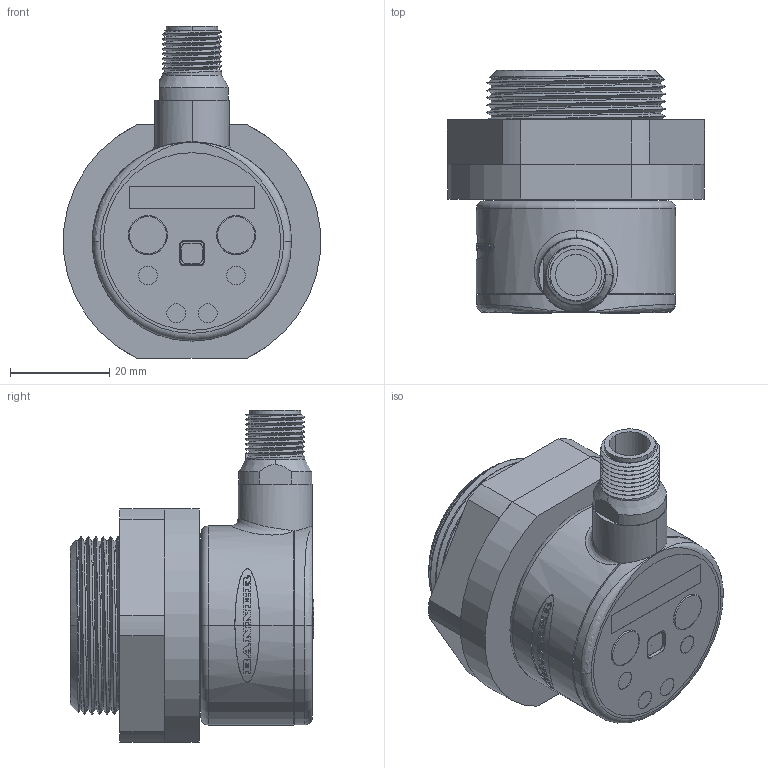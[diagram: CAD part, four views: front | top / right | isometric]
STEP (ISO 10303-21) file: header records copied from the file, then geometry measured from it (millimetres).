
FILE_DESCRIPTION((''),'2;1');
FILE_NAME('188684_ASM','2016-01-14T',('pdmadmin'),(''),'PRO/ENGINEER BY PARAMETRIC TECHNOLOGY CORPORATION, 2013230','PRO/ENGINEER BY PARAMETRIC TECHNOLOGY CORPORATION, 2013230','');
FILE_SCHEMA(('CONFIG_CONTROL_DESIGN'));
Length unit declared in the file: inch
Products named in the file (15): 63232_AF0; 53062; 53062_MATCHING_LAYER; 53062_ASM; 70682_AF0_ASM; 33185_AF0; 41089_AF0; 56044_AF0_ASM; 53886_AF0; 53888; 55963_AF0_ASM; 69966; 119872; 119874; 188684_ASM
Assembly tree (14 placements, depth 4):
  188684_ASM
    70682_AF0_ASM
      63232_AF0
      53062_ASM
        53062
        53062_MATCHING_LAYER
    56044_AF0_ASM
      33185_AF0
      41089_AF0
    55963_AF0_ASM
      53886_AF0
      53888
    69966
    119872
    119874
Bounding box: 51.98 x 49.12 x 66.97 mm (x, y, z)
Volume: 36297.6 mm3; surface area: 45259.9 mm2
Topology: 10 solids, 11 shells, 771 faces, 1993 edges, 1302 vertices
Faces by surface type: cylinder 419, plane 246, bspline 58, torus 25, cone 20, extrusion 2, sphere 1
Entity records: 42908 total; most frequent: CARTESIAN_POINT 24593, ORIENTED_EDGE 3974, DIRECTION 3394, EDGE_CURVE 1989, VERTEX_POINT 1302, AXIS2_PLACEMENT_3D 1282, EDGE_LOOP 860, VECTOR 830
